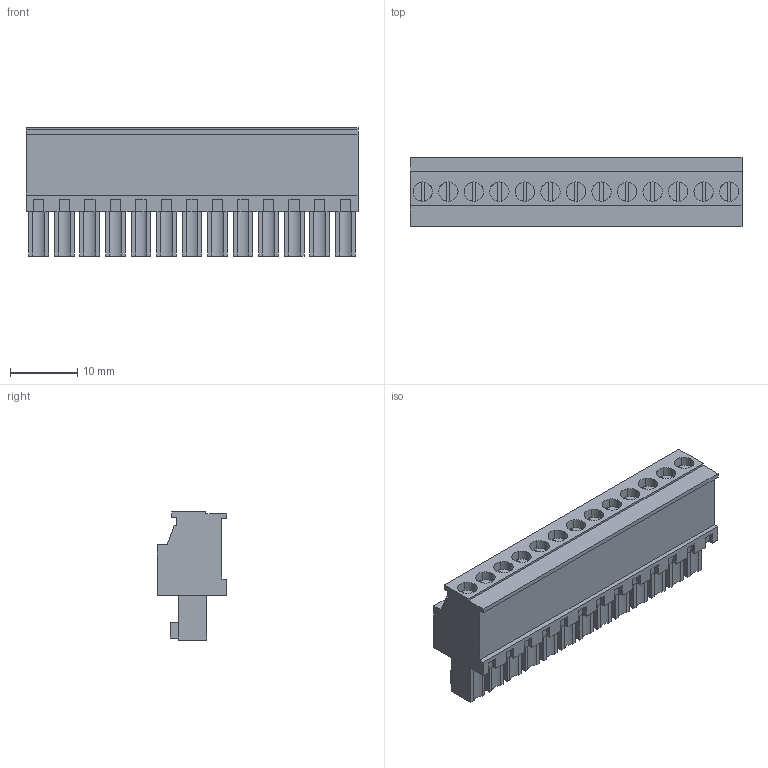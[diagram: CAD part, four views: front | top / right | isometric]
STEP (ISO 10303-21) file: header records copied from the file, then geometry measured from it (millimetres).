
FILE_DESCRIPTION(('CATIA V5 STEP Exchange','CAx-IF Rec.Pracs.--- Model Styling and Organization---1.2---2011-12-15'),'2;1');
FILE_NAME ('D1459648_0_1939940000_1939940000.stp','2017-04-12T07:22:54+00:00',('none'),('Weidmueller'),'CATIA Version 5-6 Release 2014','CATIA V5 STEP AP214','none');
FILE_SCHEMA(('AUTOMOTIVE_DESIGN { 1 0 10303 214 1 1 1 1 }'));
Length unit declared in the file: millimetre
Products named in the file (1): 1939940000
Bounding box: 49.53 x 10.4 x 19.1 mm (x, y, z)
Volume: 6080.4 mm3; surface area: 4958.2 mm2
Topology: 14 solids, 14 shells, 573 faces, 1488 edges, 1008 vertices
Faces by surface type: plane 482, cylinder 91
Entity records: 16182 total; most frequent: CARTESIAN_POINT 2987, ORIENTED_EDGE 2976, DIRECTION 2156, EDGE_CURVE 1488, VECTOR 1254, LINE 1254, VERTEX_POINT 1008, EDGE_LOOP 638
